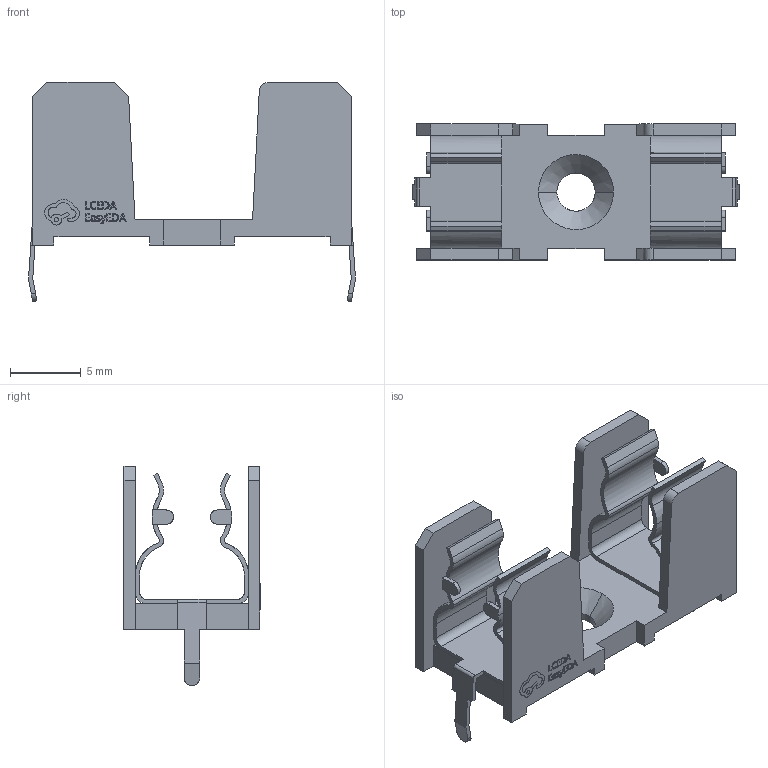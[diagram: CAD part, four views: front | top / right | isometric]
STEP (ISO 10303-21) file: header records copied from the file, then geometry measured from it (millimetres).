
FILE_DESCRIPTION (( 'STEP AP214' ), '1' );
FILE_NAME ('FUSE-TH_L22.5-W10.8-P22.50_0031.8201.G.STEP', '2023-02-04T09:53:21', ( '' ), ( '' ), 'SwSTEP 2.0', 'SolidWorks 2020', '' );
FILE_SCHEMA (( 'AUTOMOTIVE_DESIGN' ));
Length unit declared in the file: millimetre
Products named in the file (1): FUSE-TH_L22.5-W10.8-P22.50_0031.8201.G
Bounding box: 23.1 x 9.61 x 15.5 mm (x, y, z)
Volume: 549.7 mm3; surface area: 1570.7 mm2
Topology: 1 solids, 1 shells, 406 faces, 1155 edges, 766 vertices
Faces by surface type: plane 238, bspline 98, cylinder 68, cone 2
Entity records: 18917 total; most frequent: CARTESIAN_POINT 5508, ORIENTED_EDGE 2310, EDGE_CURVE 1155, DIRECTION 1079, VERTEX_POINT 766, B_SPLINE_CURVE_WITH_KNOTS 698, VECTOR 453, LINE 453
